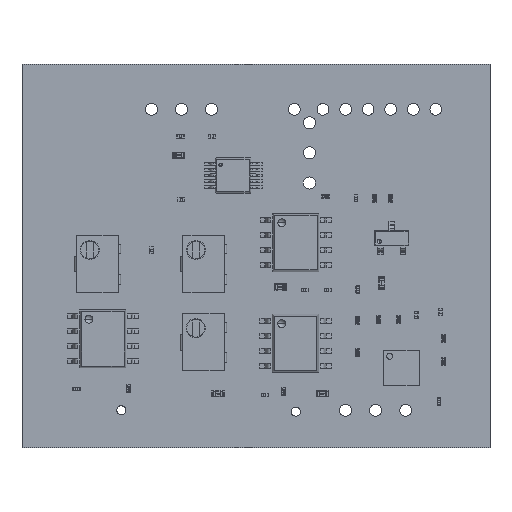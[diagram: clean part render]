
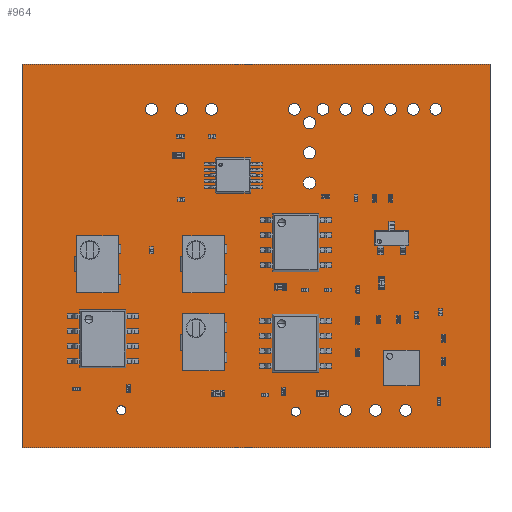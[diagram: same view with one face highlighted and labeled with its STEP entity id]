
A CAD part, top view. The second image highlights one B-rep face of the part: STEP entity #964.
In plain terms, the highlighted planar face has unit normal (0, 0, 1).
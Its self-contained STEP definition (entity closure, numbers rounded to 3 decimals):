
#187 = VERTEX_POINT('',#188);
#188 = CARTESIAN_POINT('',(-39.497,0.,0.));
#194 = EDGE_CURVE('',#187,#195,#197,.T.);
#195 = VERTEX_POINT('',#196);
#196 = CARTESIAN_POINT('',(0.,0.,0.));
#197 = LINE('',#198,#199);
#198 = CARTESIAN_POINT('',(-39.497,0.,0.));
#199 = VECTOR('',#200,1.);
#200 = DIRECTION('',(1.,0.,0.));
#225 = EDGE_CURVE('',#195,#226,#228,.T.);
#226 = VERTEX_POINT('',#227);
#227 = CARTESIAN_POINT('',(0.,32.385,0.));
#228 = LINE('',#229,#230);
#229 = CARTESIAN_POINT('',(0.,0.,0.));
#230 = VECTOR('',#231,1.);
#231 = DIRECTION('',(0.,1.,0.));
#256 = EDGE_CURVE('',#226,#257,#259,.T.);
#257 = VERTEX_POINT('',#258);
#258 = CARTESIAN_POINT('',(-39.497,32.385,0.));
#259 = LINE('',#260,#261);
#260 = CARTESIAN_POINT('',(0.,32.385,0.));
#261 = VECTOR('',#262,1.);
#262 = DIRECTION('',(-1.,0.,0.));
#287 = EDGE_CURVE('',#257,#187,#288,.T.);
#288 = LINE('',#289,#290);
#289 = CARTESIAN_POINT('',(-39.497,32.385,0.));
#290 = VECTOR('',#291,1.);
#291 = DIRECTION('',(0.,-1.,0.));
#311 = VERTEX_POINT('',#312);
#312 = CARTESIAN_POINT('',(-16.002,3.048,0.));
#318 = EDGE_CURVE('',#311,#311,#319,.T.);
#319 = CIRCLE('',#320,0.381);
#320 = AXIS2_PLACEMENT_3D('',#321,#322,#323);
#321 = CARTESIAN_POINT('',(-16.383,3.048,0.));
#322 = DIRECTION('',(0.,0.,1.));
#323 = DIRECTION('',(1.,0.,0.));
#344 = VERTEX_POINT('',#345);
#345 = CARTESIAN_POINT('',(-30.734,3.175,0.));
#351 = EDGE_CURVE('',#344,#344,#352,.T.);
#352 = CIRCLE('',#353,0.381);
#353 = AXIS2_PLACEMENT_3D('',#354,#355,#356);
#354 = CARTESIAN_POINT('',(-31.115,3.175,0.));
#355 = DIRECTION('',(0.,0.,1.));
#356 = DIRECTION('',(1.,0.,0.));
#377 = VERTEX_POINT('',#378);
#378 = CARTESIAN_POINT('',(-14.73,22.352,0.));
#384 = EDGE_CURVE('',#377,#377,#385,.T.);
#385 = CIRCLE('',#386,0.51);
#386 = AXIS2_PLACEMENT_3D('',#387,#388,#389);
#387 = CARTESIAN_POINT('',(-15.24,22.352,0.));
#388 = DIRECTION('',(0.,0.,1.));
#389 = DIRECTION('',(1.,0.,0.));
#410 = VERTEX_POINT('',#411);
#411 = CARTESIAN_POINT('',(-14.732,24.892,0.));
#417 = EDGE_CURVE('',#410,#410,#418,.T.);
#418 = CIRCLE('',#419,0.508);
#419 = AXIS2_PLACEMENT_3D('',#420,#421,#422);
#420 = CARTESIAN_POINT('',(-15.24,24.892,0.));
#421 = DIRECTION('',(0.,0.,1.));
#422 = DIRECTION('',(1.,0.,0.));
#443 = VERTEX_POINT('',#444);
#444 = CARTESIAN_POINT('',(-25.525,28.575,0.));
#450 = EDGE_CURVE('',#443,#443,#451,.T.);
#451 = CIRCLE('',#452,0.51);
#452 = AXIS2_PLACEMENT_3D('',#453,#454,#455);
#453 = CARTESIAN_POINT('',(-26.035,28.575,0.));
#454 = DIRECTION('',(0.,0.,1.));
#455 = DIRECTION('',(1.,0.,0.));
#476 = VERTEX_POINT('',#477);
#477 = CARTESIAN_POINT('',(-28.065,28.575,0.));
#483 = EDGE_CURVE('',#476,#476,#484,.T.);
#484 = CIRCLE('',#485,0.51);
#485 = AXIS2_PLACEMENT_3D('',#486,#487,#488);
#486 = CARTESIAN_POINT('',(-28.575,28.575,0.));
#487 = DIRECTION('',(0.,0.,1.));
#488 = DIRECTION('',(1.,0.,0.));
#509 = VERTEX_POINT('',#510);
#510 = CARTESIAN_POINT('',(-14.73,27.432,0.));
#516 = EDGE_CURVE('',#509,#509,#517,.T.);
#517 = CIRCLE('',#518,0.51);
#518 = AXIS2_PLACEMENT_3D('',#519,#520,#521);
#519 = CARTESIAN_POINT('',(-15.24,27.432,0.));
#520 = DIRECTION('',(0.,0.,1.));
#521 = DIRECTION('',(1.,0.,0.));
#542 = VERTEX_POINT('',#543);
#543 = CARTESIAN_POINT('',(-22.985,28.575,0.));
#549 = EDGE_CURVE('',#542,#542,#550,.T.);
#550 = CIRCLE('',#551,0.51);
#551 = AXIS2_PLACEMENT_3D('',#552,#553,#554);
#552 = CARTESIAN_POINT('',(-23.495,28.575,0.));
#553 = DIRECTION('',(0.,0.,1.));
#554 = DIRECTION('',(1.,0.,0.));
#575 = VERTEX_POINT('',#576);
#576 = CARTESIAN_POINT('',(-16.015,28.575,0.));
#582 = EDGE_CURVE('',#575,#575,#583,.T.);
#583 = CIRCLE('',#584,0.495);
#584 = AXIS2_PLACEMENT_3D('',#585,#586,#587);
#585 = CARTESIAN_POINT('',(-16.51,28.575,0.));
#586 = DIRECTION('',(0.,0.,1.));
#587 = DIRECTION('',(1.,0.,0.));
#608 = VERTEX_POINT('',#609);
#609 = CARTESIAN_POINT('',(-11.682,3.175,0.));
#615 = EDGE_CURVE('',#608,#608,#616,.T.);
#616 = CIRCLE('',#617,0.51);
#617 = AXIS2_PLACEMENT_3D('',#618,#619,#620);
#618 = CARTESIAN_POINT('',(-12.192,3.175,0.));
#619 = DIRECTION('',(0.,0.,1.));
#620 = DIRECTION('',(1.,0.,0.));
#641 = VERTEX_POINT('',#642);
#642 = CARTESIAN_POINT('',(-11.697,28.575,0.));
#648 = EDGE_CURVE('',#641,#641,#649,.T.);
#649 = CIRCLE('',#650,0.495);
#650 = AXIS2_PLACEMENT_3D('',#651,#652,#653);
#651 = CARTESIAN_POINT('',(-12.192,28.575,0.));
#652 = DIRECTION('',(0.,0.,1.));
#653 = DIRECTION('',(1.,0.,0.));
#674 = VERTEX_POINT('',#675);
#675 = CARTESIAN_POINT('',(-6.604,3.175,0.));
#681 = EDGE_CURVE('',#674,#674,#682,.T.);
#682 = CIRCLE('',#683,0.508);
#683 = AXIS2_PLACEMENT_3D('',#684,#685,#686);
#684 = CARTESIAN_POINT('',(-7.112,3.175,0.));
#685 = DIRECTION('',(0.,0.,1.));
#686 = DIRECTION('',(1.,0.,0.));
#707 = VERTEX_POINT('',#708);
#708 = CARTESIAN_POINT('',(-9.142,3.175,0.));
#714 = EDGE_CURVE('',#707,#707,#715,.T.);
#715 = CIRCLE('',#716,0.51);
#716 = AXIS2_PLACEMENT_3D('',#717,#718,#719);
#717 = CARTESIAN_POINT('',(-9.652,3.175,0.));
#718 = DIRECTION('',(0.,0.,1.));
#719 = DIRECTION('',(1.,0.,0.));
#740 = VERTEX_POINT('',#741);
#741 = CARTESIAN_POINT('',(-9.792,28.575,0.));
#747 = EDGE_CURVE('',#740,#740,#748,.T.);
#748 = CIRCLE('',#749,0.495);
#749 = AXIS2_PLACEMENT_3D('',#750,#751,#752);
#750 = CARTESIAN_POINT('',(-10.287,28.575,0.));
#751 = DIRECTION('',(0.,0.,1.));
#752 = DIRECTION('',(1.,0.,0.));
#773 = VERTEX_POINT('',#774);
#774 = CARTESIAN_POINT('',(-13.602,28.575,0.));
#780 = EDGE_CURVE('',#773,#773,#781,.T.);
#781 = CIRCLE('',#782,0.495);
#782 = AXIS2_PLACEMENT_3D('',#783,#784,#785);
#783 = CARTESIAN_POINT('',(-14.097,28.575,0.));
#784 = DIRECTION('',(0.,0.,1.));
#785 = DIRECTION('',(1.,0.,0.));
#806 = VERTEX_POINT('',#807);
#807 = CARTESIAN_POINT('',(-4.077,28.575,0.));
#813 = EDGE_CURVE('',#806,#806,#814,.T.);
#814 = CIRCLE('',#815,0.495);
#815 = AXIS2_PLACEMENT_3D('',#816,#817,#818);
#816 = CARTESIAN_POINT('',(-4.572,28.575,0.));
#817 = DIRECTION('',(0.,0.,1.));
#818 = DIRECTION('',(1.,0.,0.));
#839 = VERTEX_POINT('',#840);
#840 = CARTESIAN_POINT('',(-7.887,28.575,0.));
#846 = EDGE_CURVE('',#839,#839,#847,.T.);
#847 = CIRCLE('',#848,0.495);
#848 = AXIS2_PLACEMENT_3D('',#849,#850,#851);
#849 = CARTESIAN_POINT('',(-8.382,28.575,0.));
#850 = DIRECTION('',(0.,0.,1.));
#851 = DIRECTION('',(1.,0.,0.));
#872 = VERTEX_POINT('',#873);
#873 = CARTESIAN_POINT('',(-5.982,28.575,0.));
#879 = EDGE_CURVE('',#872,#872,#880,.T.);
#880 = CIRCLE('',#881,0.495);
#881 = AXIS2_PLACEMENT_3D('',#882,#883,#884);
#882 = CARTESIAN_POINT('',(-6.477,28.575,0.));
#883 = DIRECTION('',(0.,0.,1.));
#884 = DIRECTION('',(1.,0.,0.));
#964 = ADVANCED_FACE('',(#965,#971,#974,#977,#980,#983,#986,#989,#992,
    #995,#998,#1001,#1004,#1007,#1010,#1013,#1016,#1019,#1022),#1025,.F.
  );
#965 = FACE_BOUND('',#966,.T.);
#966 = EDGE_LOOP('',(#967,#968,#969,#970));
#967 = ORIENTED_EDGE('',*,*,#194,.T.);
#968 = ORIENTED_EDGE('',*,*,#225,.T.);
#969 = ORIENTED_EDGE('',*,*,#256,.T.);
#970 = ORIENTED_EDGE('',*,*,#287,.T.);
#971 = FACE_BOUND('',#972,.F.);
#972 = EDGE_LOOP('',(#973));
#973 = ORIENTED_EDGE('',*,*,#318,.T.);
#974 = FACE_BOUND('',#975,.F.);
#975 = EDGE_LOOP('',(#976));
#976 = ORIENTED_EDGE('',*,*,#351,.T.);
#977 = FACE_BOUND('',#978,.F.);
#978 = EDGE_LOOP('',(#979));
#979 = ORIENTED_EDGE('',*,*,#384,.T.);
#980 = FACE_BOUND('',#981,.F.);
#981 = EDGE_LOOP('',(#982));
#982 = ORIENTED_EDGE('',*,*,#417,.T.);
#983 = FACE_BOUND('',#984,.F.);
#984 = EDGE_LOOP('',(#985));
#985 = ORIENTED_EDGE('',*,*,#450,.T.);
#986 = FACE_BOUND('',#987,.F.);
#987 = EDGE_LOOP('',(#988));
#988 = ORIENTED_EDGE('',*,*,#483,.T.);
#989 = FACE_BOUND('',#990,.F.);
#990 = EDGE_LOOP('',(#991));
#991 = ORIENTED_EDGE('',*,*,#516,.T.);
#992 = FACE_BOUND('',#993,.F.);
#993 = EDGE_LOOP('',(#994));
#994 = ORIENTED_EDGE('',*,*,#549,.T.);
#995 = FACE_BOUND('',#996,.F.);
#996 = EDGE_LOOP('',(#997));
#997 = ORIENTED_EDGE('',*,*,#582,.T.);
#998 = FACE_BOUND('',#999,.F.);
#999 = EDGE_LOOP('',(#1000));
#1000 = ORIENTED_EDGE('',*,*,#615,.T.);
#1001 = FACE_BOUND('',#1002,.F.);
#1002 = EDGE_LOOP('',(#1003));
#1003 = ORIENTED_EDGE('',*,*,#648,.T.);
#1004 = FACE_BOUND('',#1005,.F.);
#1005 = EDGE_LOOP('',(#1006));
#1006 = ORIENTED_EDGE('',*,*,#681,.T.);
#1007 = FACE_BOUND('',#1008,.F.);
#1008 = EDGE_LOOP('',(#1009));
#1009 = ORIENTED_EDGE('',*,*,#714,.T.);
#1010 = FACE_BOUND('',#1011,.F.);
#1011 = EDGE_LOOP('',(#1012));
#1012 = ORIENTED_EDGE('',*,*,#747,.T.);
#1013 = FACE_BOUND('',#1014,.F.);
#1014 = EDGE_LOOP('',(#1015));
#1015 = ORIENTED_EDGE('',*,*,#780,.T.);
#1016 = FACE_BOUND('',#1017,.F.);
#1017 = EDGE_LOOP('',(#1018));
#1018 = ORIENTED_EDGE('',*,*,#813,.T.);
#1019 = FACE_BOUND('',#1020,.F.);
#1020 = EDGE_LOOP('',(#1021));
#1021 = ORIENTED_EDGE('',*,*,#846,.T.);
#1022 = FACE_BOUND('',#1023,.F.);
#1023 = EDGE_LOOP('',(#1024));
#1024 = ORIENTED_EDGE('',*,*,#879,.T.);
#1025 = PLANE('',#1026);
#1026 = AXIS2_PLACEMENT_3D('',#1027,#1028,#1029);
#1027 = CARTESIAN_POINT('',(-39.497,0.,0.));
#1028 = DIRECTION('',(0.,0.,-1.));
#1029 = DIRECTION('',(-1.,0.,0.));
